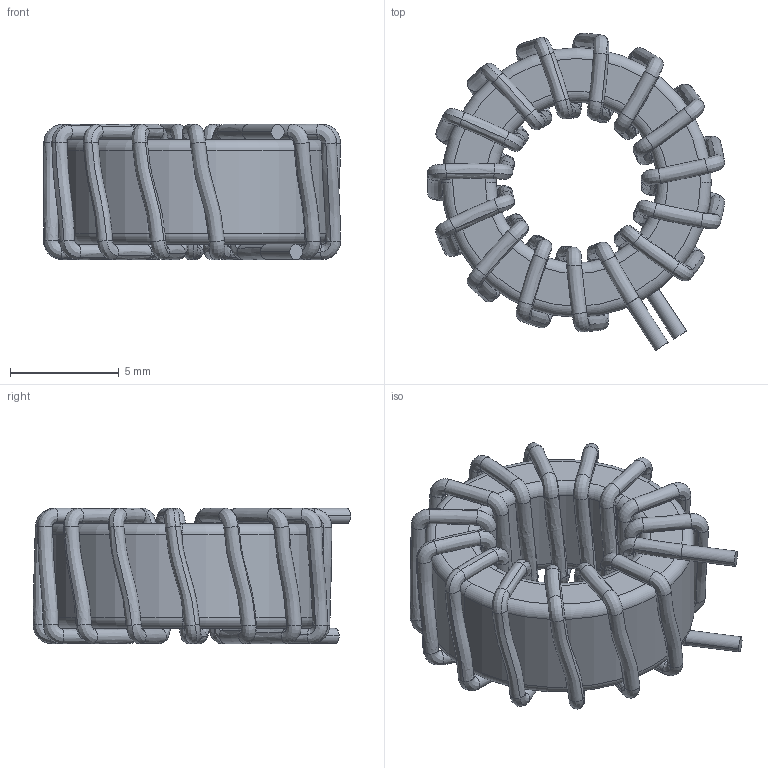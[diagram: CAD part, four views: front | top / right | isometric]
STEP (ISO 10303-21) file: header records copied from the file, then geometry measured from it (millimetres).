
FILE_DESCRIPTION (( 'STEP AP214' ), '1' );
FILE_NAME ('E2E4DAEC-C34B-4217-A941-6EFEC3A88A98.STEP', '2023-04-14T13:06:41', ( '' ), ( '' ), 'SwSTEP 2.0', 'SolidWorks 2022', '' );
FILE_SCHEMA (( 'AUTOMOTIVE_DESIGN' ));
Length unit declared in the file: millimetre
Products named in the file (1): E2E4DAEC-C34B-4217-A941-6EFEC3A88A98
Bounding box: 13.67 x 14.61 x 6.23 mm (x, y, z)
Volume: 465.2 mm3; surface area: 981.1 mm2
Topology: 3 solids, 4 shells, 262 faces, 523 edges, 266 vertices
Faces by surface type: bspline 238, cylinder 8, torus 8, plane 8
Entity records: 25637 total; most frequent: CARTESIAN_POINT 18856, ORIENTED_EDGE 1044, DIRECTION 590, EDGE_CURVE 522, AXIS2_PLACEMENT_3D 291, VERTEX_POINT 268, CIRCLE 266, EDGE_LOOP 264
